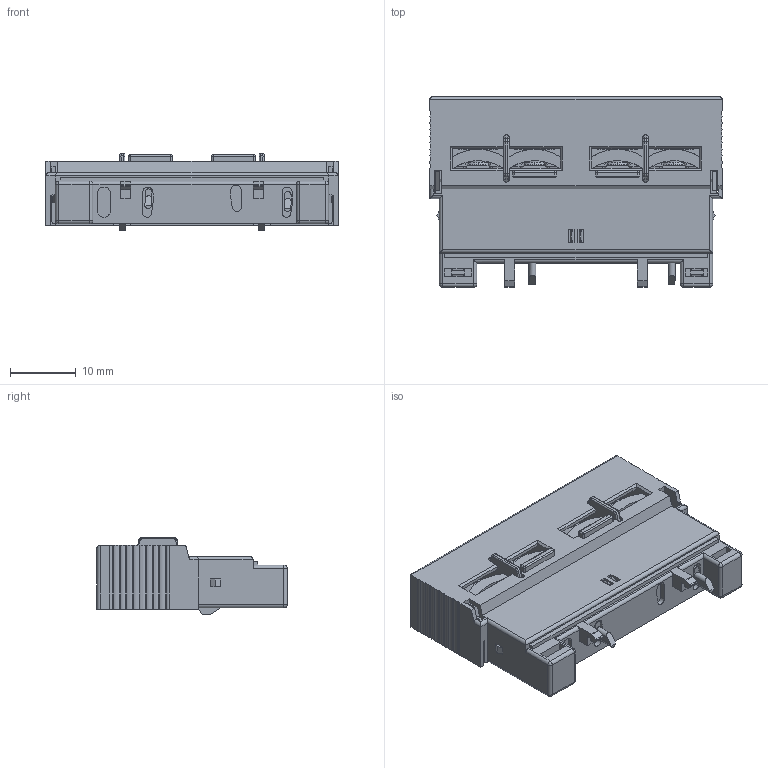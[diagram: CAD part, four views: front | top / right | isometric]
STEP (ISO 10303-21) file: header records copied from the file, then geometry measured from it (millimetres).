
FILE_DESCRIPTION((''),'2;1');
FILE_NAME('62430037P01_SW0001','2025-05-27T',('li.xiao'),(''),'PRO/ENGINEER BY PARAMETRIC TECHNOLOGY CORPORATION, 2017170','PRO/ENGINEER BY PARAMETRIC TECHNOLOGY CORPORATION, 2017170','');
FILE_SCHEMA(('CONFIG_CONTROL_DESIGN'));
Length unit declared in the file: millimetre
Products named in the file (1): 62430037P01_SW0001
Bounding box: 44.5 x 29 x 11.7 mm (x, y, z)
Volume: 7252.9 mm3; surface area: 8513.9 mm2
Topology: 1 solids, 1 shells, 1195 faces, 3461 edges, 2255 vertices
Faces by surface type: plane 775, cylinder 324, torus 56, sphere 16, cone 16, bspline 8
Entity records: 41848 total; most frequent: CARTESIAN_POINT 10231, ORIENTED_EDGE 6922, DIRECTION 6226, EDGE_CURVE 3461, VECTOR 2430, LINE 2430, VERTEX_POINT 2255, AXIS2_PLACEMENT_3D 1898
